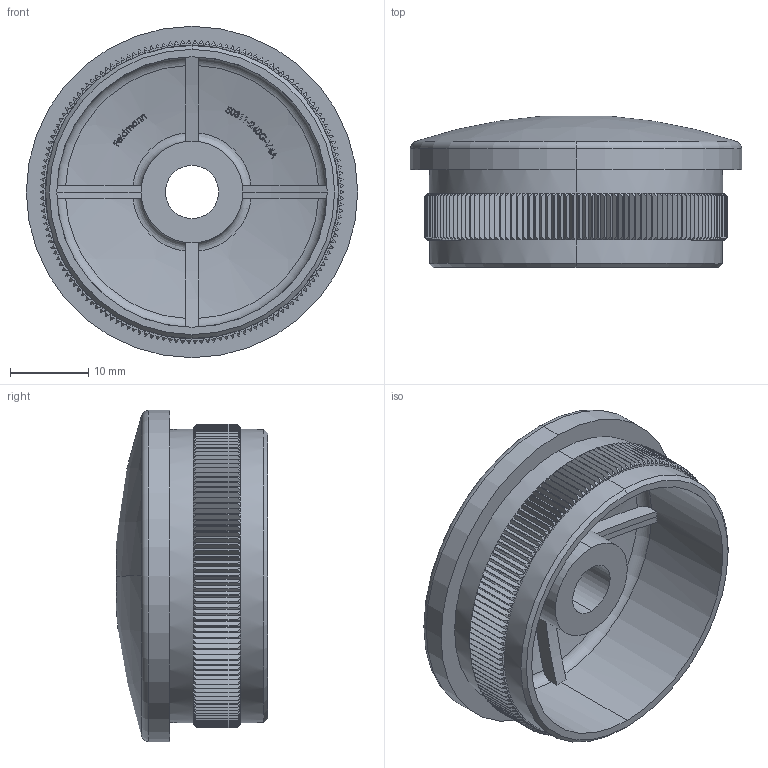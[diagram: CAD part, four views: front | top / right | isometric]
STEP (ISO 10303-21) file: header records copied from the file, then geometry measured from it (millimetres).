
FILE_DESCRIPTION (( 'STEP AP203' ), '1' );
FILE_NAME ('50290-240G-V4A.step', '2018-10-25T11:47:21', ( '' ), ( '' ), 'SwSTEP 2.0', 'SolidWorks 2015', '' );
FILE_SCHEMA (( 'CONFIG_CONTROL_DESIGN' ));
Length unit declared in the file: millimetre
Products named in the file (1): 50290-240G-V4A
Bounding box: 42.4 x 19.35 x 42.4 mm (x, y, z)
Volume: 8047.3 mm3; surface area: 7687.2 mm2
Topology: 1 solids, 1 shells, 1369 faces, 3398 edges, 2062 vertices
Faces by surface type: plane 748, cone 304, cylinder 162, bspline 103, sphere 42, torus 10
Entity records: 45206 total; most frequent: CARTESIAN_POINT 13722, ORIENTED_EDGE 6796, DIRECTION 6364, EDGE_CURVE 3398, AXIS2_PLACEMENT_3D 2521, VERTEX_POINT 2062, EDGE_LOOP 1402, ADVANCED_FACE 1369
